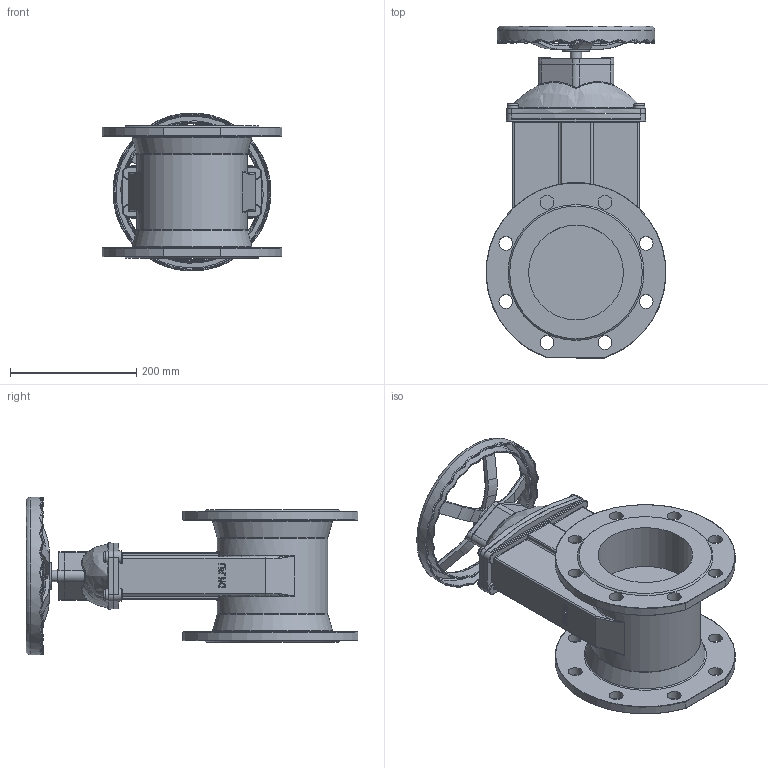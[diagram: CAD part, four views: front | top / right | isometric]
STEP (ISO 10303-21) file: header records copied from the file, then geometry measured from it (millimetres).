
FILE_DESCRIPTION(/* description */ (''),/* implementation_level */ '2;1');
FILE_NAME(/* name */ 'DN150_3D_STEP.stp',/* time_stamp */ '2025-09-18T21:06:59+03:00',/* author */ ('igorr'),/* organization */ (''),/* preprocessor_version */ 'ST-DEVELOPER v20',/* originating_system */ 'Autodesk Inventor 2025',/* authorisation */ '');
FILE_SCHEMA (('AUTOMOTIVE_DESIGN { 1 0 10303 214 3 1 1 }'));
Length unit declared in the file: millimetre
Products named in the file (6): Сборка_Чертежная; Деталь1; Деталь1_1; AS 1110 - M10 x 16; Rivet GB/T 1015-1986-8 X 14; AS 1420 - 1973 - M10 x 16
Assembly tree (11 placements, depth 2):
  Сборка_Чертежная
    Деталь1
    Деталь1_1
    AS 1110 - M10 x 16
    AS 1420 - 1973 - M10 x 16  x4
    Rivet GB/T 1015-1986-8 X 14  x4
Bounding box: 284.64 x 525 x 249.98 mm (x, y, z)
Volume: 7067799.3 mm3; surface area: 732703.4 mm2
Topology: 11 solids, 11 shells, 867 faces, 2124 edges, 1306 vertices
Faces by surface type: bspline 262, cylinder 242, plane 241, torus 83, cone 31, sphere 8
Full cylindrical faces by diameter (mm): 6.16 x4, 8 x4, 10 x13, 14 x2, 14.22 x4, 16 x5, 18 x5, 20 x2, 22 x16, 22.222 x1, 27.778 x1, 36.111 x1, 41.667 x1, 150 x2, 175 x1, 215.927 x1, 221.483 x1, 244.445 x1, 250 x1
Entity records: 31826 total; most frequent: CARTESIAN_POINT 13324, ORIENTED_EDGE 3884, DIRECTION 3284, EDGE_CURVE 1942, AXIS2_PLACEMENT_3D 1343, VERTEX_POINT 1192, EDGE_LOOP 876, FACE_OUTER_BOUND 789
